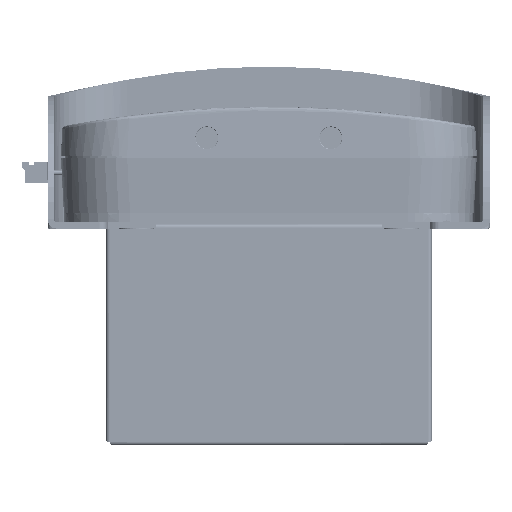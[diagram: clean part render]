
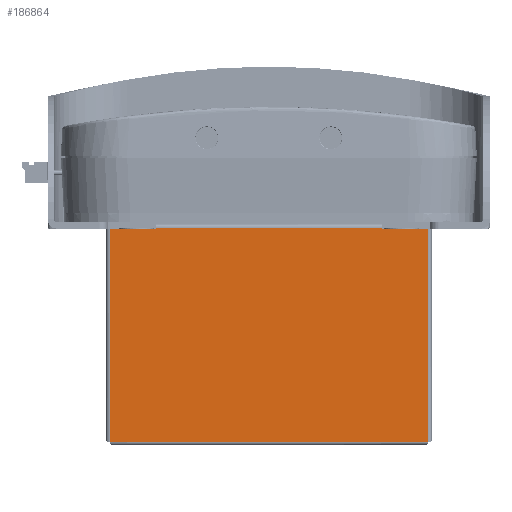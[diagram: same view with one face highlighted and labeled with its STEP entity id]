
A CAD part, front view. The second image highlights one B-rep face of the part: STEP entity #186864.
In plain terms, the highlighted planar face has unit normal (0, -1, 0).
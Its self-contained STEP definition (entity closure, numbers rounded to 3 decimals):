
#186812=AXIS2_PLACEMENT_3D('Plane Axis2P3D',#186809,#186810,#186811) ;
#184916=CARTESIAN_POINT('Vertex',(-36.,-58.,0.8)) ;
#185393=CARTESIAN_POINT('Vertex',(-36.,-58.,49.)) ;
#185396=CARTESIAN_POINT('Line Origine',(-30.75,-58.,49.)) ;
#185400=CARTESIAN_POINT('Vertex',(-25.5,-58.,49.)) ;
#186797=CARTESIAN_POINT('Line Origine',(-36.,-58.,25.4)) ;
#186809=CARTESIAN_POINT('Axis2P3D Location',(36.,-58.,0.)) ;
#186814=CARTESIAN_POINT('Line Origine',(0.,-58.,49.2)) ;
#186818=CARTESIAN_POINT('Vertex',(25.5,-58.,49.2)) ;
#186820=CARTESIAN_POINT('Vertex',(-25.5,-58.,49.2)) ;
#186823=CARTESIAN_POINT('Line Origine',(-25.5,-58.,49.1)) ;
#186828=CARTESIAN_POINT('Line Origine',(0.,-58.,0.8)) ;
#186832=CARTESIAN_POINT('Vertex',(36.,-58.,0.8)) ;
#186835=CARTESIAN_POINT('Line Origine',(36.,-58.,24.9)) ;
#186839=CARTESIAN_POINT('Vertex',(36.,-58.,49.)) ;
#186842=CARTESIAN_POINT('Line Origine',(30.75,-58.,49.)) ;
#186846=CARTESIAN_POINT('Vertex',(25.5,-58.,49.)) ;
#186849=CARTESIAN_POINT('Line Origine',(25.5,-58.,49.1)) ;
#185397=DIRECTION('Vector Direction',(-1.,0.,0.)) ;
#186798=DIRECTION('Vector Direction',(0.,0.,1.)) ;
#186810=DIRECTION('Axis2P3D Direction',(0.,1.,-0.)) ;
#186811=DIRECTION('Axis2P3D XDirection',(-1.,0.,0.)) ;
#186815=DIRECTION('Vector Direction',(1.,0.,0.)) ;
#186824=DIRECTION('Vector Direction',(0.,0.,-1.)) ;
#186829=DIRECTION('Vector Direction',(1.,0.,0.)) ;
#186836=DIRECTION('Vector Direction',(0.,0.,1.)) ;
#186843=DIRECTION('Vector Direction',(1.,0.,0.)) ;
#186850=DIRECTION('Vector Direction',(0.,0.,-1.)) ;
#185398=VECTOR('Line Direction',#185397,1.) ;
#186799=VECTOR('Line Direction',#186798,1.) ;
#186816=VECTOR('Line Direction',#186815,1.) ;
#186825=VECTOR('Line Direction',#186824,1.) ;
#186830=VECTOR('Line Direction',#186829,1.) ;
#186837=VECTOR('Line Direction',#186836,1.) ;
#186844=VECTOR('Line Direction',#186843,1.) ;
#186851=VECTOR('Line Direction',#186850,1.) ;
#186855=ORIENTED_EDGE('',*,*,#186822,.T.) ;
#186856=ORIENTED_EDGE('',*,*,#186827,.T.) ;
#186857=ORIENTED_EDGE('',*,*,#185402,.F.) ;
#186858=ORIENTED_EDGE('',*,*,#186801,.T.) ;
#186859=ORIENTED_EDGE('',*,*,#186834,.T.) ;
#186860=ORIENTED_EDGE('',*,*,#186841,.F.) ;
#186861=ORIENTED_EDGE('',*,*,#186848,.F.) ;
#186862=ORIENTED_EDGE('',*,*,#186853,.F.) ;
#186864=ADVANCED_FACE('\X2\76D24F53\X0\',(#186863),#186813,.F.) ;
#185402=EDGE_CURVE('',#185394,#185401,#185399,.F.) ;
#186801=EDGE_CURVE('',#185394,#184917,#186800,.F.) ;
#186822=EDGE_CURVE('',#186819,#186821,#186817,.F.) ;
#186827=EDGE_CURVE('',#186821,#185401,#186826,.T.) ;
#186834=EDGE_CURVE('',#184917,#186833,#186831,.T.) ;
#186841=EDGE_CURVE('',#186840,#186833,#186838,.F.) ;
#186848=EDGE_CURVE('',#186847,#186840,#186845,.T.) ;
#186853=EDGE_CURVE('',#186819,#186847,#186852,.T.) ;
#186854=EDGE_LOOP('',(#186855,#186856,#186857,#186858,#186859,#186860,#186861,#186862)) ;
#186863=FACE_OUTER_BOUND('',#186854,.T.) ;
#185399=LINE('Line',#185396,#185398) ;
#186800=LINE('Line',#186797,#186799) ;
#186817=LINE('Line',#186814,#186816) ;
#186826=LINE('Line',#186823,#186825) ;
#186831=LINE('Line',#186828,#186830) ;
#186838=LINE('Line',#186835,#186837) ;
#186845=LINE('Line',#186842,#186844) ;
#186852=LINE('Line',#186849,#186851) ;
#186813=PLANE('',#186812) ;
#184917=VERTEX_POINT('',#184916) ;
#185394=VERTEX_POINT('',#185393) ;
#185401=VERTEX_POINT('',#185400) ;
#186819=VERTEX_POINT('',#186818) ;
#186821=VERTEX_POINT('',#186820) ;
#186833=VERTEX_POINT('',#186832) ;
#186840=VERTEX_POINT('',#186839) ;
#186847=VERTEX_POINT('',#186846) ;
